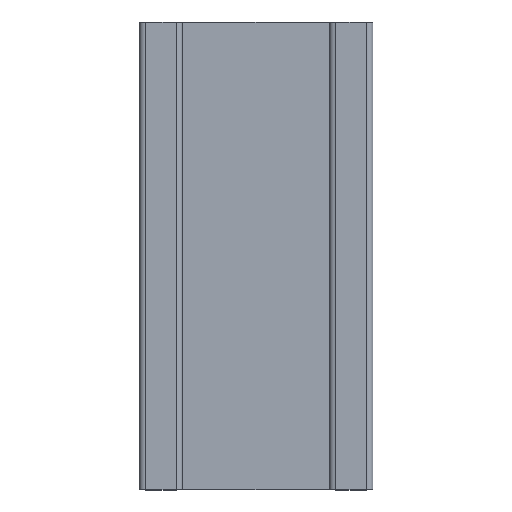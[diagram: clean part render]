
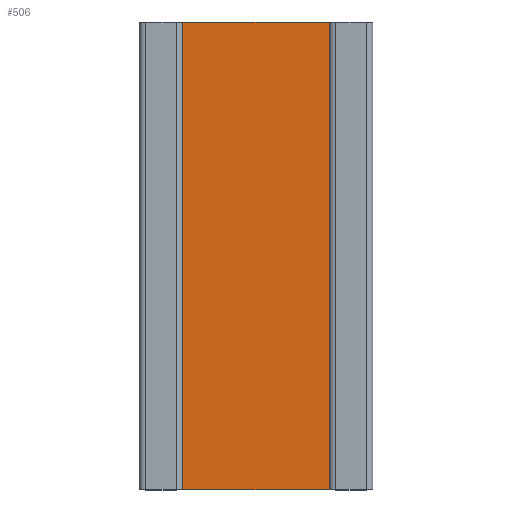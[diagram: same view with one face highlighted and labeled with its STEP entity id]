
A CAD part, top view. The second image highlights one B-rep face of the part: STEP entity #506.
In plain terms, the highlighted planar face has unit normal (0, 0, 1).
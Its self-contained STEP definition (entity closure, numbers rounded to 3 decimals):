
#12=DIRECTION('',(0.,0.,1.));
#33=VECTOR('',#34,1.);
#34=DIRECTION('',(0.,1.,0.));
#46=DIRECTION('',(1.,0.,0.));
#57=VECTOR('',#46,1.);
#314=CARTESIAN_POINT('',(0.5,-1.6,0.45));
#339=VERTEX_POINT('',#340);
#340=CARTESIAN_POINT('',(-0.5,-1.6,0.45));
#342=ORIENTED_EDGE('',*,*,#343,.T.);
#343=EDGE_CURVE('',#339,#344,#345,.T.);
#344=VERTEX_POINT('',#314);
#345=LINE('',#340,#57);
#358=VERTEX_POINT('',#359);
#359=CARTESIAN_POINT('',(-0.5,1.6,0.45));
#361=ORIENTED_EDGE('',*,*,#362,.F.);
#362=EDGE_CURVE('',#339,#358,#363,.T.);
#363=LINE('',#340,#33);
#397=CARTESIAN_POINT('',(0.5,1.6,0.45));
#421=EDGE_CURVE('',#358,#422,#423,.T.);
#422=VERTEX_POINT('',#397);
#423=LINE('',#359,#57);
#502=EDGE_CURVE('',#344,#422,#503,.T.);
#503=LINE('',#314,#33);
#506=ADVANCED_FACE('',(#507),#511,.T.);
#507=FACE_BOUND('',#508,.T.);
#508=EDGE_LOOP('',(#361,#342,#509,#510));
#509=ORIENTED_EDGE('',*,*,#502,.T.);
#510=ORIENTED_EDGE('',*,*,#421,.F.);
#511=PLANE('',#512);
#512=AXIS2_PLACEMENT_3D('',#340,#12,#46);
